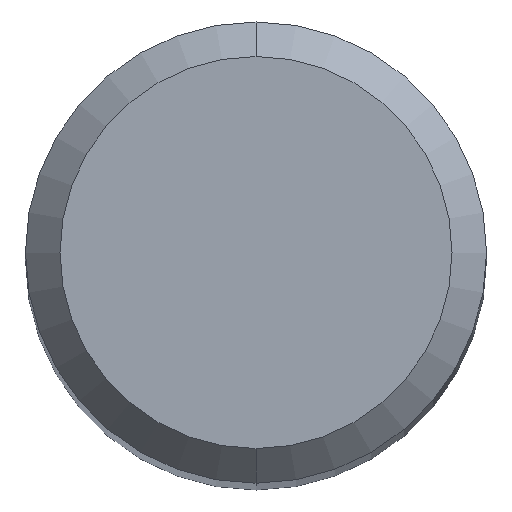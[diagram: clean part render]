
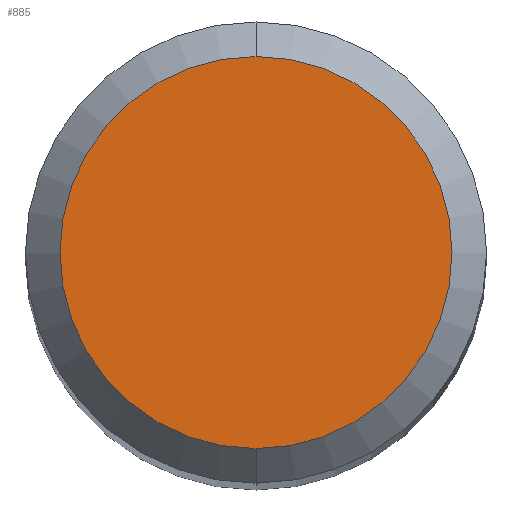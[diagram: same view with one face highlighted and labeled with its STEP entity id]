
A CAD part, top view. The second image highlights one B-rep face of the part: STEP entity #885.
In plain terms, the highlighted planar face has unit normal (0, 0, 1).
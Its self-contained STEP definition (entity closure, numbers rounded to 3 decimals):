
#513=EDGE_CURVE('',#871,#581,#1325,.T.);
#581=VERTEX_POINT('',#1396);
#819=EDGE_CURVE('',#581,#871,#1659,.T.);
#871=VERTEX_POINT('',#1714);
#885=ADVANCED_FACE('',(#1730),#1731,.T.);
#1325=CIRCLE('',#2474,1.7);
#1396=CARTESIAN_POINT('',(0.,-1.7,0.0));
#1659=CIRCLE('',#3591,1.7);
#1714=CARTESIAN_POINT('',(0.0,1.7,0.0));
#1730=FACE_OUTER_BOUND('',#3890,.T.);
#1731=PLANE('',#3891);
#2474=AXIS2_PLACEMENT_3D('',#5462,#5463,#5464);
#3591=AXIS2_PLACEMENT_3D('',#5857,#5858,#5859);
#3890=EDGE_LOOP('',(#5937,#5938));
#3891=AXIS2_PLACEMENT_3D('',#5939,#5940,#5941);
#5462=CARTESIAN_POINT('',(0.0,0.0,0.0));
#5463=DIRECTION('',(0.0,0.0,-1.0));
#5464=DIRECTION('',(0.0,1.0,0.0));
#5857=CARTESIAN_POINT('',(0.0,0.0,0.0));
#5858=DIRECTION('',(0.0,0.0,-1.0));
#5859=DIRECTION('',(0.0,1.0,0.0));
#5937=ORIENTED_EDGE('',*,*,#513,.F.);
#5938=ORIENTED_EDGE('',*,*,#819,.F.);
#5939=CARTESIAN_POINT('',(0.0,0.85,0.0));
#5940=DIRECTION('',(-0.0,0.0,1.0));
#5941=DIRECTION('',(0.0,-1.0,0.0));
